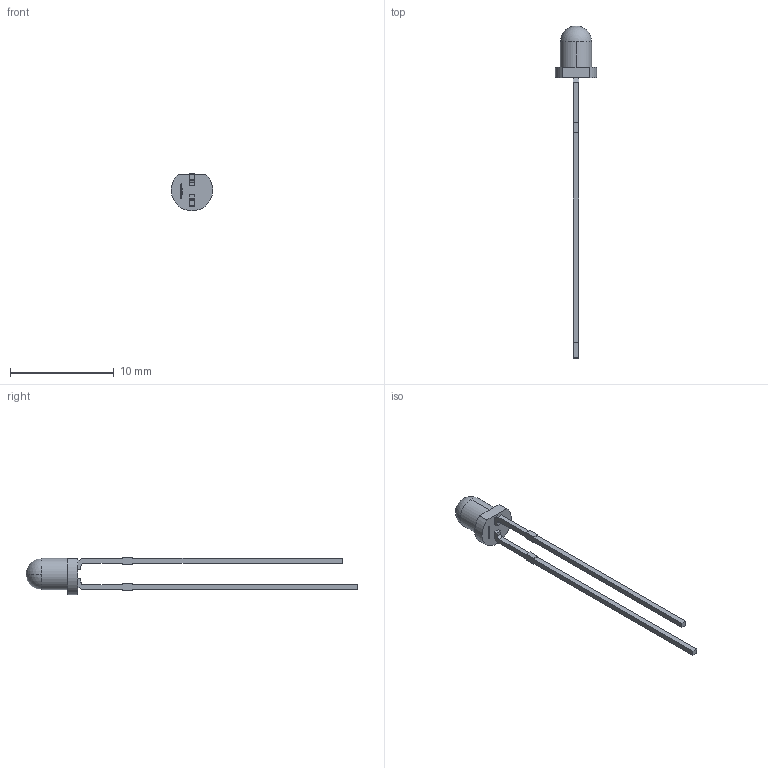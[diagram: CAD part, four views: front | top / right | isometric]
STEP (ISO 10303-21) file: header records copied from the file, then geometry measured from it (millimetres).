
FILE_DESCRIPTION (( 'STEP AP214' ), '1' );
FILE_NAME ('XBxx34.STEP', '2015-09-04T16:00:56', ( '' ), ( '' ), 'SwSTEP 2.0', 'SolidWorks 2012', '' );
FILE_SCHEMA (( 'AUTOMOTIVE_DESIGN' ));
Length unit declared in the file: millimetre
Products named in the file (1): XBxx34
Bounding box: 4 x 32 x 3.62 mm (x, y, z)
Volume: 49.9 mm3; surface area: 175 mm2
Topology: 3 solids, 3 shells, 235 faces, 640 edges, 425 vertices
Faces by surface type: plane 159, bspline 68, cylinder 6, sphere 2
Entity records: 12611 total; most frequent: CARTESIAN_POINT 4511, ORIENTED_EDGE 1276, DIRECTION 854, EDGE_CURVE 638, LINE 486, VECTOR 486, VERTEX_POINT 425, EDGE_LOOP 251
